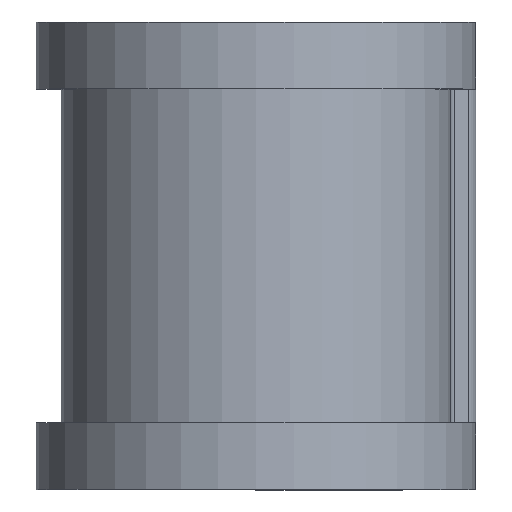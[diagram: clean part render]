
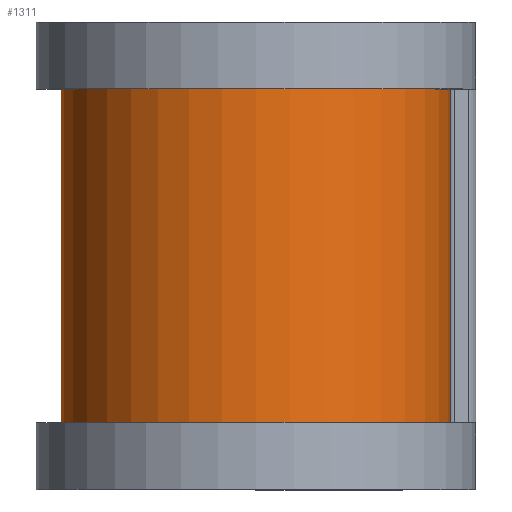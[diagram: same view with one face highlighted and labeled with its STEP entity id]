
A CAD part, top view. The second image highlights one B-rep face of the part: STEP entity #1311.
In plain terms, the highlighted cylindrical face has radius 11.862 mm (diameter 23.724 mm), a partial arc.
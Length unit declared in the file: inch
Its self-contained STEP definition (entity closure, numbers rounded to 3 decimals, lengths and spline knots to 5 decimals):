
#124 = EDGE_LOOP ( 'NONE', ( #423, #157, #463, #763 ) ) ;
#128 = CARTESIAN_POINT ( 'NONE',  ( 0.467, -0.4, 0. ) ) ;
#135 = CARTESIAN_POINT ( 'NONE',  ( 0., 0.4, -0.467 ) ) ;
#157 = ORIENTED_EDGE ( 'NONE', *, *, #1536, .T. ) ;
#242 = CARTESIAN_POINT ( 'NONE',  ( 0.467, 0.4, 0. ) ) ;
#371 = CARTESIAN_POINT ( 'NONE',  ( 0., 0.5, -0.467 ) ) ;
#404 = DIRECTION ( 'NONE',  ( 0., 0., -1. ) ) ;
#423 = ORIENTED_EDGE ( 'NONE', *, *, #1272, .F. ) ;
#429 = VERTEX_POINT ( 'NONE', #1148 ) ;
#463 = ORIENTED_EDGE ( 'NONE', *, *, #1758, .T. ) ;
#533 = VERTEX_POINT ( 'NONE', #135 ) ;
#548 = DIRECTION ( 'NONE',  ( 0., -1., 0. ) ) ;
#562 = CARTESIAN_POINT ( 'NONE',  ( 0.467, 0.5, 0. ) ) ;
#567 = CARTESIAN_POINT ( 'NONE',  ( 0., 0.5, 0. ) ) ;
#621 = DIRECTION ( 'NONE',  ( 0., -1., 0. ) ) ;
#670 = VERTEX_POINT ( 'NONE', #242 ) ;
#691 = VERTEX_POINT ( 'NONE', #128 ) ;
#707 = DIRECTION ( 'NONE',  ( 0., -1., 0. ) ) ;
#763 = ORIENTED_EDGE ( 'NONE', *, *, #1199, .F. ) ;
#869 = LINE ( 'NONE', #562, #905 ) ;
#905 = VECTOR ( 'NONE', #1705, 39.37008 ) ;
#958 = CYLINDRICAL_SURFACE ( 'NONE', #1546, 0.467 ) ;
#980 = CIRCLE ( 'NONE', #1729, 0.467 ) ;
#1116 = DIRECTION ( 'NONE',  ( 0., -1., 0. ) ) ;
#1148 = CARTESIAN_POINT ( 'NONE',  ( 0., -0.4, -0.467 ) ) ;
#1155 = FACE_OUTER_BOUND ( 'NONE', #124, .T. ) ;
#1199 = EDGE_CURVE ( 'NONE', #691, #429, #980, .T. ) ;
#1224 = CIRCLE ( 'NONE', #1412, 0.467 ) ;
#1272 = EDGE_CURVE ( 'NONE', #670, #691, #869, .T. ) ;
#1311 = ADVANCED_FACE ( 'NONE', ( #1155 ), #958, .T. ) ;
#1319 = CARTESIAN_POINT ( 'NONE',  ( 0., -0.4, 0. ) ) ;
#1376 = CARTESIAN_POINT ( 'NONE',  ( 0., 0.4, 0. ) ) ;
#1412 = AXIS2_PLACEMENT_3D ( 'NONE', #1376, #621, #1501 ) ;
#1441 = DIRECTION ( 'NONE',  ( 0., 0., -1. ) ) ;
#1501 = DIRECTION ( 'NONE',  ( 0., 0., -1. ) ) ;
#1536 = EDGE_CURVE ( 'NONE', #670, #533, #1224, .T. ) ;
#1546 = AXIS2_PLACEMENT_3D ( 'NONE', #567, #1116, #404 ) ;
#1581 = VECTOR ( 'NONE', #707, 39.37008 ) ;
#1618 = LINE ( 'NONE', #371, #1581 ) ;
#1705 = DIRECTION ( 'NONE',  ( 0., -1., 0. ) ) ;
#1729 = AXIS2_PLACEMENT_3D ( 'NONE', #1319, #548, #1441 ) ;
#1758 = EDGE_CURVE ( 'NONE', #533, #429, #1618, .T. ) ;
